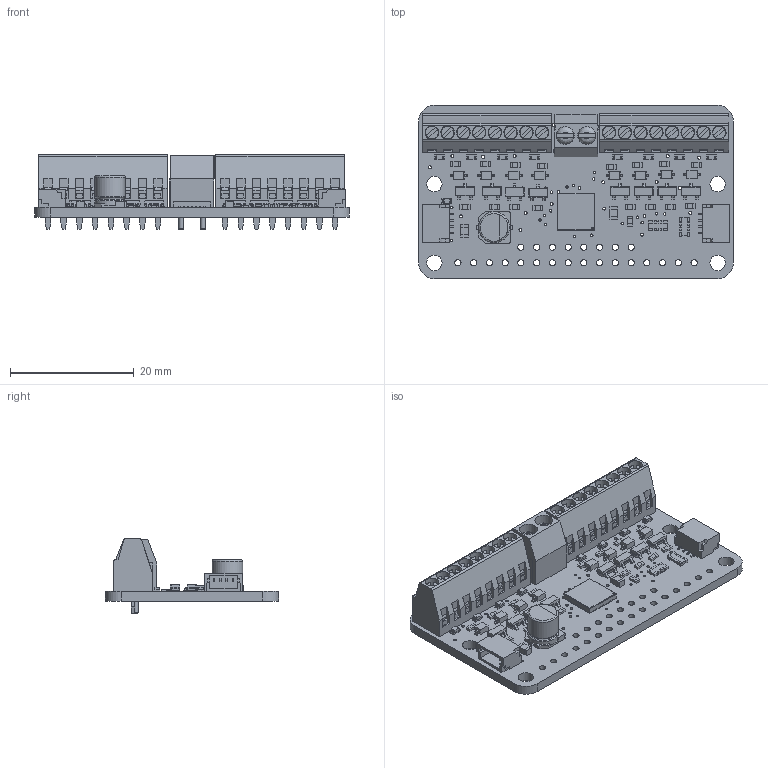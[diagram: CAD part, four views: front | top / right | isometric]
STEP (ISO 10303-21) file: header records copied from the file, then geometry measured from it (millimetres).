
FILE_DESCRIPTION(/* description */ (''),/* implementation_level */ '2;1');
FILE_NAME(/* name */ '6318 Solenoid Driver 8 Channel.step',/* time_stamp */ '2025-04-15T08:36:58-04:00',/* author */ (''),/* organization */ (''),/* preprocessor_version */ 'ST-DEVELOPER v20.1',/* originating_system */ 'Autodesk Translation Framework v14.4.0.0',/* authorisation */ '');
FILE_SCHEMA (('AUTOMOTIVE_DESIGN { 1 0 10303 214 3 1 1 }'));
Length unit declared in the file: millimetre
Products named in the file (13): PCB Component; Board; 10uF; 10K; 10K Pack; STEMMA_I2C_QT; RED; MCP23017ML; 8p 2.54mm Terminal; 2p 3.5mm Terminal; AO3406; 1N4148; 22uF/35V
Assembly tree (54 placements, depth 2):
  PCB Component
    Board
    10uF  x2
    10K  x17
    10K Pack  x2
    STEMMA_I2C_QT  x2
    RED  x9
    MCP23017ML
    8p 2.54mm Terminal  x2
    2p 3.5mm Terminal
    AO3406  x8
    1N4148  x8
    22uF/35V
Bounding box: 50.8 x 27.94 x 12 mm (x, y, z)
Volume: 3990.8 mm3; surface area: 10331.2 mm2
Topology: 176 solids, 176 shells, 4162 faces, 10736 edges, 6941 vertices
Faces by surface type: plane 3337, cylinder 641, torus 88, bspline 62, cone 18, sphere 16
Full cylindrical faces by diameter (mm): 0.3 x1, 0.4 x25, 0.483 x32, 0.77 x2, 1 x42, 1.6 x32, 1.7 x16, 1.86 x2, 2 x8, 2.2 x16, 2.5 x4, 2.9 x4, 4.905 x1, 4.925 x1
Entity records: 57759 total; most frequent: CARTESIAN_POINT 11090, DIRECTION 9397, ORIENTED_EDGE 9344, EDGE_CURVE 4672, LINE 3515, VECTOR 3515, VERTEX_POINT 3007, AXIS2_PLACEMENT_3D 2941
